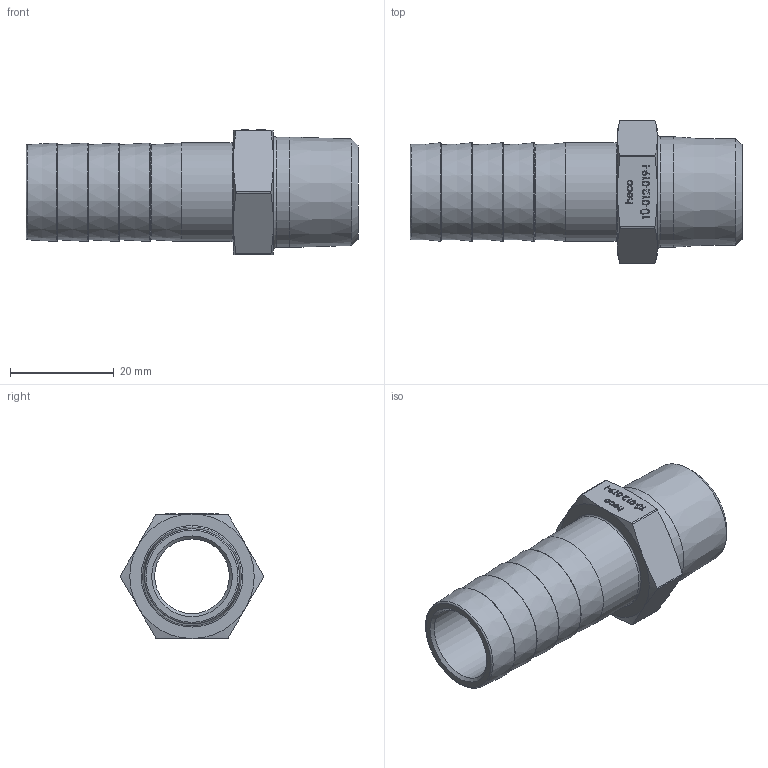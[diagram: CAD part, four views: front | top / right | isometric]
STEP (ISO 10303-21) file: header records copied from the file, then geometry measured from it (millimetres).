
FILE_DESCRIPTION (( 'STEP AP214' ), '1' );
FILE_NAME ('heco TÜ-012-019-I.STEP', '2016-01-12T13:18:58', ( 'test' ), ( '' ), 'SwSTEP 2.0', 'SolidWorks 2011', '' );
FILE_SCHEMA (( 'AUTOMOTIVE_DESIGN' ));
Length unit declared in the file: millimetre
Products named in the file (1): heco TÜ-012-019-I
Bounding box: 64 x 27.62 x 24.1 mm (x, y, z)
Volume: 9994.9 mm3; surface area: 7528.1 mm2
Topology: 1 solids, 1 shells, 225 faces, 558 edges, 364 vertices
Faces by surface type: plane 101, bspline 83, cone 21, torus 11, cylinder 9
Full cylindrical faces by diameter (mm): 14.4 x1, 19 x1, 21.273 x1
Entity records: 12886 total; most frequent: CARTESIAN_POINT 6436, ORIENTED_EDGE 1062, DIRECTION 657, EDGE_CURVE 531, VERTEX_POINT 360, VECTOR 287, LINE 287, EDGE_LOOP 279
